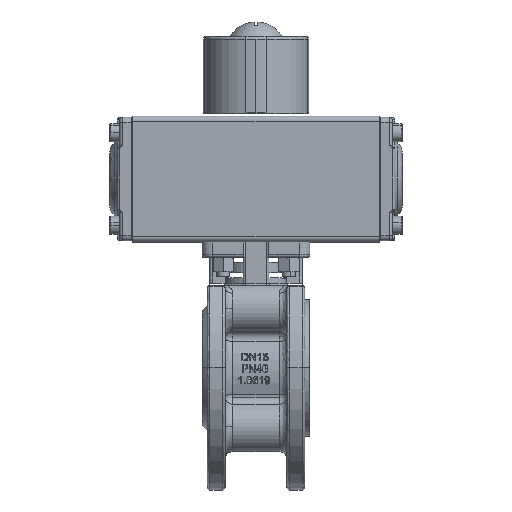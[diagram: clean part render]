
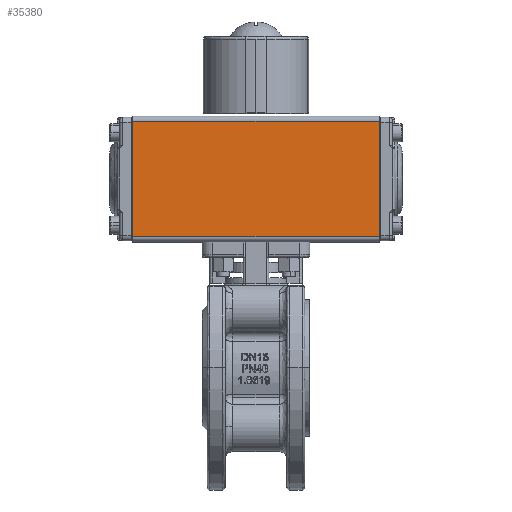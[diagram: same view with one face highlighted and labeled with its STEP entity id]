
A CAD part, top view. The second image highlights one B-rep face of the part: STEP entity #35380.
In plain terms, the highlighted planar face has unit normal (0, 0, -1).
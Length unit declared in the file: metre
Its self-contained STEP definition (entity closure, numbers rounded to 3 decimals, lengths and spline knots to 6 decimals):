
#1081 = DIRECTION ( 'NONE',  ( 0., 1., 0. ) ) ;
#2909 = EDGE_LOOP ( 'NONE', ( #37982, #18528, #36931, #53100 ) ) ;
#7610 = CARTESIAN_POINT ( 'NONE',  ( -0.0548, 0.096918, 0.121 ) ) ;
#10669 = DIRECTION ( 'NONE',  ( 1., 0., 0. ) ) ;
#10875 = VERTEX_POINT ( 'NONE', #21430 ) ;
#11780 = VECTOR ( 'NONE', #1081, 1. ) ;
#15510 = VECTOR ( 'NONE', #10669, 1. ) ;
#15633 = LINE ( 'NONE', #55756, #15510 ) ;
#18528 = ORIENTED_EDGE ( 'NONE', *, *, #49265, .T. ) ;
#19475 = CARTESIAN_POINT ( 'NONE',  ( -0.0548, 0.051918, 0.121 ) ) ;
#20470 = LINE ( 'NONE', #29794, #20473 ) ;
#20473 = VECTOR ( 'NONE', #65312, 1. ) ;
#21430 = CARTESIAN_POINT ( 'NONE',  ( 0.0412, 0.096918, 0.121 ) ) ;
#22903 = LINE ( 'NONE', #33557, #28226 ) ;
#28226 = VECTOR ( 'NONE', #44141, 1. ) ;
#29794 = CARTESIAN_POINT ( 'NONE',  ( -0.0548, 0.051918, 0.121 ) ) ;
#33557 = CARTESIAN_POINT ( 'NONE',  ( 0.0412, 0.098918, 0.121 ) ) ;
#34997 = EDGE_CURVE ( 'NONE', #10875, #40524, #22903, .T. ) ;
#35380 = ADVANCED_FACE ( 'NONE', ( #46354 ), #62642, .T. ) ;
#36068 = DIRECTION ( 'NONE',  ( 0., 0., -1. ) ) ;
#36570 = LINE ( 'NONE', #50845, #11780 ) ;
#36616 = AXIS2_PLACEMENT_3D ( 'NONE', #51966, #36068, #56289 ) ;
#36931 = ORIENTED_EDGE ( 'NONE', *, *, #61624, .T. ) ;
#37982 = ORIENTED_EDGE ( 'NONE', *, *, #56756, .T. ) ;
#40524 = VERTEX_POINT ( 'NONE', #58960 ) ;
#44141 = DIRECTION ( 'NONE',  ( 0., -1., 0. ) ) ;
#46354 = FACE_OUTER_BOUND ( 'NONE', #2909, .T. ) ;
#49265 = EDGE_CURVE ( 'NONE', #58293, #60864, #36570, .T. ) ;
#50845 = CARTESIAN_POINT ( 'NONE',  ( -0.0548, 0.098918, 0.121 ) ) ;
#51966 = CARTESIAN_POINT ( 'NONE',  ( -0.0548, 0.098918, 0.121 ) ) ;
#53100 = ORIENTED_EDGE ( 'NONE', *, *, #34997, .T. ) ;
#55756 = CARTESIAN_POINT ( 'NONE',  ( -0.0548, 0.096918, 0.121 ) ) ;
#56289 = DIRECTION ( 'NONE',  ( 0., -1., 0. ) ) ;
#56756 = EDGE_CURVE ( 'NONE', #40524, #58293, #20470, .T. ) ;
#58293 = VERTEX_POINT ( 'NONE', #19475 ) ;
#58960 = CARTESIAN_POINT ( 'NONE',  ( 0.0412, 0.051918, 0.121 ) ) ;
#60864 = VERTEX_POINT ( 'NONE', #7610 ) ;
#61624 = EDGE_CURVE ( 'NONE', #60864, #10875, #15633, .T. ) ;
#62642 = PLANE ( 'NONE',  #36616 ) ;
#65312 = DIRECTION ( 'NONE',  ( -1., 0., 0. ) ) ;
